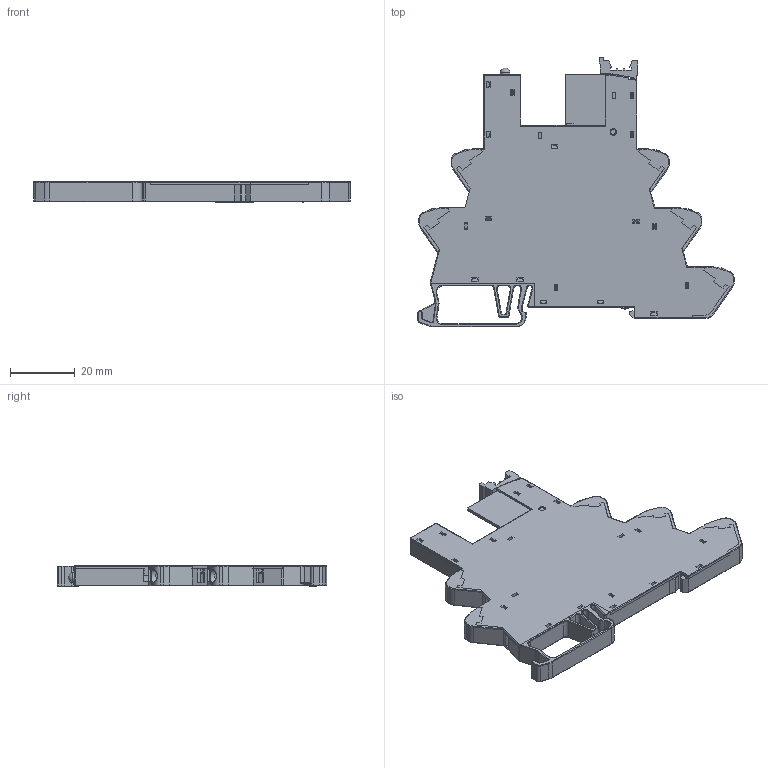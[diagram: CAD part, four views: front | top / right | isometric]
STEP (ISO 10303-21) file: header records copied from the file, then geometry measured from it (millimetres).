
FILE_DESCRIPTION(/* description */ (''),/* implementation_level */ '2;1');
FILE_NAME(/* name */ 'HR1XS024S.stp',/* time_stamp */ '2025-02-13T17:47:44+01:00',/* author */ ('FUMAGALLI'),/* organization */ (''),/* preprocessor_version */ 'ST-DEVELOPER v16.1',/* originating_system */ 'Autodesk Inventor 2016',/* authorisation */ '');
FILE_SCHEMA (('AUTOMOTIVE_DESIGN { 1 0 10303 214 3 1 1 }'));
Products named in the file (6): 80720608000_a; 83860050000_a; 82720003000_c; 80390040000_a; 86050186000_a; 41F-1Z-C10
Assembly tree (9 placements, depth 2):
  41F-1Z-C10
    80720608000_a
    83860050000_a  x5
    82720003000_c
    80390040000_a
    86050186000_a
Bounding box: 97.6 x 83.2 x 6.4 mm (x, y, z)
Volume: 14250.1 mm3; surface area: 29241 mm2
Topology: 10 solids, 10 shells, 2290 faces, 6227 edges, 3960 vertices
Faces by surface type: plane 1648, cylinder 412, torus 86, cone 71, bspline 69, sphere 4
Full cylindrical faces by diameter (mm): 0.8 x2, 0.9 x2, 1 x4, 1.2 x12, 1.4 x2, 1.5 x11, 1.9 x2, 2 x14, 2.5 x2, 2.8 x5, 3 x2, 4.1 x5
Entity records: 70101 total; most frequent: CARTESIAN_POINT 14132, ORIENTED_EDGE 11838, DIRECTION 11069, EDGE_CURVE 5919, LINE 4723, VECTOR 4723, VERTEX_POINT 3826, AXIS2_PLACEMENT_3D 3173
